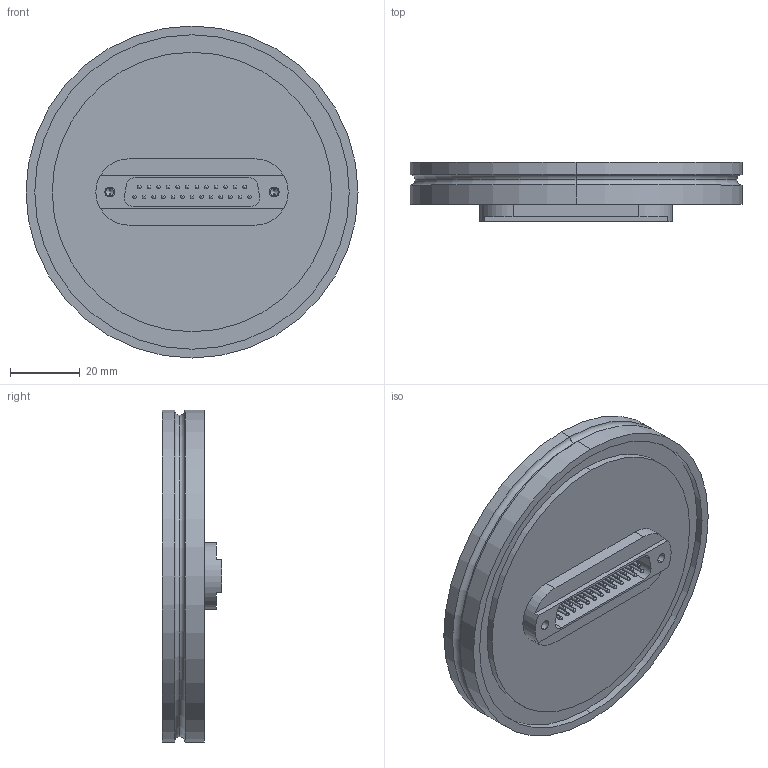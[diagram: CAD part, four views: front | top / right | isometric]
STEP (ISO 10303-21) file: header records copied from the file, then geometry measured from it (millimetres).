
FILE_DESCRIPTION (( 'STEP AP214' ), '1' );
FILE_NAME ('210-D25-ISO63.STEP', '2014-12-19T06:41:17', ( 'allectra' ), ( 'Microsoft' ), 'SwSTEP 2.0', 'SolidWorks 2014', '' );
FILE_SCHEMA (( 'AUTOMOTIVE_DESIGN' ));
Length unit declared in the file: millimetre
Products named in the file (5): 218-D9-37-SS_218-D25-SS; 9210-PIN-FENI_Pin vergoldet; 9218-D9-37-SS_25 pin 1mm; 9210-D25-ISO63_441-ISO63-B; 210-D25-ISO63
Assembly tree (28 placements, depth 3):
  210-D25-ISO63
    9210-D25-ISO63_441-ISO63-B
    218-D9-37-SS_218-D25-SS
      9218-D9-37-SS_25 pin 1mm
      9210-PIN-FENI_Pin vergoldet  x25
Bounding box: 95 x 17 x 95 mm (x, y, z)
Volume: 75246.7 mm3; surface area: 27687.4 mm2
Topology: 27 solids, 27 shells, 237 faces, 652 edges, 426 vertices
Faces by surface type: cylinder 142, sphere 50, plane 33, cone 8, torus 4
Entity records: 4758 total; most frequent: DIRECTION 894, CARTESIAN_POINT 753, ORIENTED_EDGE 700, AXIS2_PLACEMENT_3D 371, EDGE_CURVE 350, VERTEX_POINT 230, EDGE_LOOP 208, CIRCLE 198
